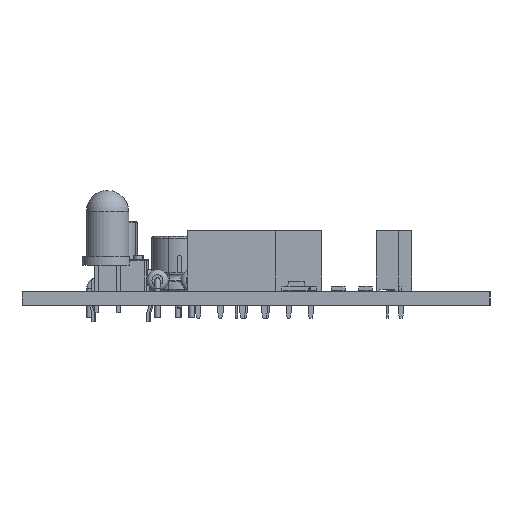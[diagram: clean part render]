
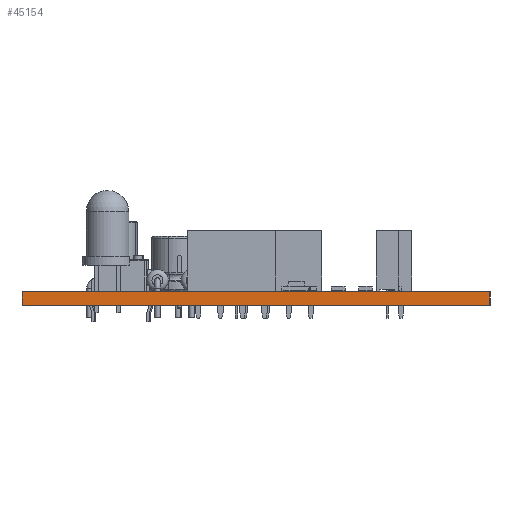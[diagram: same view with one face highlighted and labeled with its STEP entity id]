
A CAD part, left-side view. The second image highlights one B-rep face of the part: STEP entity #45154.
In plain terms, the highlighted planar face has unit normal (-1, 0, 0).
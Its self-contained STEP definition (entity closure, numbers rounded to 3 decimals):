
#35804 = PLANE('',#35805);
#35805 = AXIS2_PLACEMENT_3D('',#35806,#35807,#35808);
#35806 = CARTESIAN_POINT('',(153.187,-112.991,1.6));
#35807 = DIRECTION('',(-0.,-0.,-1.));
#35808 = DIRECTION('',(-1.,0.,0.));
#35858 = PLANE('',#35859);
#35859 = AXIS2_PLACEMENT_3D('',#35860,#35861,#35862);
#35860 = CARTESIAN_POINT('',(153.187,-112.991,0.));
#35861 = DIRECTION('',(-0.,-0.,-1.));
#35862 = DIRECTION('',(-1.,0.,0.));
#35891 = PLANE('',#35892);
#35892 = AXIS2_PLACEMENT_3D('',#35893,#35894,#35895);
#35893 = CARTESIAN_POINT('',(102.9,-85.95,0.));
#35894 = DIRECTION('',(0.,1.,0.));
#35895 = DIRECTION('',(1.,0.,0.));
#36107 = VERTEX_POINT('',#36108);
#36108 = CARTESIAN_POINT('',(102.9,-139.75,0.));
#36122 = PLANE('',#36123);
#36123 = AXIS2_PLACEMENT_3D('',#36124,#36125,#36126);
#36124 = CARTESIAN_POINT('',(202.5,-139.8,0.));
#36125 = DIRECTION('',(-0.001,-1.,0.));
#36126 = DIRECTION('',(-1.,0.001,0.));
#36134 = EDGE_CURVE('',#36107,#36135,#36137,.T.);
#36135 = VERTEX_POINT('',#36136);
#36136 = CARTESIAN_POINT('',(102.9,-85.95,0.));
#36137 = SURFACE_CURVE('',#36138,(#36142,#36149),.PCURVE_S1.);
#36138 = LINE('',#36139,#36140);
#36139 = CARTESIAN_POINT('',(102.9,-139.75,0.));
#36140 = VECTOR('',#36141,1.);
#36141 = DIRECTION('',(0.,1.,0.));
#36142 = PCURVE('',#35858,#36143);
#36143 = DEFINITIONAL_REPRESENTATION('',(#36144),#36148);
#36144 = LINE('',#36145,#36146);
#36145 = CARTESIAN_POINT('',(50.287,-26.759));
#36146 = VECTOR('',#36147,1.);
#36147 = DIRECTION('',(0.,1.));
#36148 = ( GEOMETRIC_REPRESENTATION_CONTEXT(2) 
PARAMETRIC_REPRESENTATION_CONTEXT() REPRESENTATION_CONTEXT('2D SPACE',''
  ) );
#36149 = PCURVE('',#36150,#36155);
#36150 = PLANE('',#36151);
#36151 = AXIS2_PLACEMENT_3D('',#36152,#36153,#36154);
#36152 = CARTESIAN_POINT('',(102.9,-139.75,0.));
#36153 = DIRECTION('',(-1.,0.,0.));
#36154 = DIRECTION('',(0.,1.,0.));
#36155 = DEFINITIONAL_REPRESENTATION('',(#36156),#36160);
#36156 = LINE('',#36157,#36158);
#36157 = CARTESIAN_POINT('',(0.,0.));
#36158 = VECTOR('',#36159,1.);
#36159 = DIRECTION('',(1.,0.));
#36160 = ( GEOMETRIC_REPRESENTATION_CONTEXT(2) 
PARAMETRIC_REPRESENTATION_CONTEXT() REPRESENTATION_CONTEXT('2D SPACE',''
  ) );
#40984 = VERTEX_POINT('',#40985);
#40985 = CARTESIAN_POINT('',(102.9,-139.75,1.6));
#41006 = EDGE_CURVE('',#40984,#41007,#41009,.T.);
#41007 = VERTEX_POINT('',#41008);
#41008 = CARTESIAN_POINT('',(102.9,-85.95,1.6));
#41009 = SURFACE_CURVE('',#41010,(#41014,#41021),.PCURVE_S1.);
#41010 = LINE('',#41011,#41012);
#41011 = CARTESIAN_POINT('',(102.9,-139.75,1.6));
#41012 = VECTOR('',#41013,1.);
#41013 = DIRECTION('',(0.,1.,0.));
#41014 = PCURVE('',#35804,#41015);
#41015 = DEFINITIONAL_REPRESENTATION('',(#41016),#41020);
#41016 = LINE('',#41017,#41018);
#41017 = CARTESIAN_POINT('',(50.287,-26.759));
#41018 = VECTOR('',#41019,1.);
#41019 = DIRECTION('',(0.,1.));
#41020 = ( GEOMETRIC_REPRESENTATION_CONTEXT(2) 
PARAMETRIC_REPRESENTATION_CONTEXT() REPRESENTATION_CONTEXT('2D SPACE',''
  ) );
#41021 = PCURVE('',#36150,#41022);
#41022 = DEFINITIONAL_REPRESENTATION('',(#41023),#41027);
#41023 = LINE('',#41024,#41025);
#41024 = CARTESIAN_POINT('',(0.,-1.6));
#41025 = VECTOR('',#41026,1.);
#41026 = DIRECTION('',(1.,0.));
#41027 = ( GEOMETRIC_REPRESENTATION_CONTEXT(2) 
PARAMETRIC_REPRESENTATION_CONTEXT() REPRESENTATION_CONTEXT('2D SPACE',''
  ) );
#45104 = EDGE_CURVE('',#36135,#41007,#45105,.T.);
#45105 = SURFACE_CURVE('',#45106,(#45110,#45117),.PCURVE_S1.);
#45106 = LINE('',#45107,#45108);
#45107 = CARTESIAN_POINT('',(102.9,-85.95,0.));
#45108 = VECTOR('',#45109,1.);
#45109 = DIRECTION('',(0.,0.,1.));
#45110 = PCURVE('',#35891,#45111);
#45111 = DEFINITIONAL_REPRESENTATION('',(#45112),#45116);
#45112 = LINE('',#45113,#45114);
#45113 = CARTESIAN_POINT('',(0.,0.));
#45114 = VECTOR('',#45115,1.);
#45115 = DIRECTION('',(0.,-1.));
#45116 = ( GEOMETRIC_REPRESENTATION_CONTEXT(2) 
PARAMETRIC_REPRESENTATION_CONTEXT() REPRESENTATION_CONTEXT('2D SPACE',''
  ) );
#45117 = PCURVE('',#36150,#45118);
#45118 = DEFINITIONAL_REPRESENTATION('',(#45119),#45123);
#45119 = LINE('',#45120,#45121);
#45120 = CARTESIAN_POINT('',(53.8,0.));
#45121 = VECTOR('',#45122,1.);
#45122 = DIRECTION('',(0.,-1.));
#45123 = ( GEOMETRIC_REPRESENTATION_CONTEXT(2) 
PARAMETRIC_REPRESENTATION_CONTEXT() REPRESENTATION_CONTEXT('2D SPACE',''
  ) );
#45154 = ADVANCED_FACE('',(#45155),#36150,.T.);
#45155 = FACE_BOUND('',#45156,.T.);
#45156 = EDGE_LOOP('',(#45157,#45178,#45179,#45180));
#45157 = ORIENTED_EDGE('',*,*,#45158,.T.);
#45158 = EDGE_CURVE('',#36107,#40984,#45159,.T.);
#45159 = SURFACE_CURVE('',#45160,(#45164,#45171),.PCURVE_S1.);
#45160 = LINE('',#45161,#45162);
#45161 = CARTESIAN_POINT('',(102.9,-139.75,0.));
#45162 = VECTOR('',#45163,1.);
#45163 = DIRECTION('',(0.,0.,1.));
#45164 = PCURVE('',#36150,#45165);
#45165 = DEFINITIONAL_REPRESENTATION('',(#45166),#45170);
#45166 = LINE('',#45167,#45168);
#45167 = CARTESIAN_POINT('',(0.,0.));
#45168 = VECTOR('',#45169,1.);
#45169 = DIRECTION('',(0.,-1.));
#45170 = ( GEOMETRIC_REPRESENTATION_CONTEXT(2) 
PARAMETRIC_REPRESENTATION_CONTEXT() REPRESENTATION_CONTEXT('2D SPACE',''
  ) );
#45171 = PCURVE('',#36122,#45172);
#45172 = DEFINITIONAL_REPRESENTATION('',(#45173),#45177);
#45173 = LINE('',#45174,#45175);
#45174 = CARTESIAN_POINT('',(99.6,0.));
#45175 = VECTOR('',#45176,1.);
#45176 = DIRECTION('',(0.,-1.));
#45177 = ( GEOMETRIC_REPRESENTATION_CONTEXT(2) 
PARAMETRIC_REPRESENTATION_CONTEXT() REPRESENTATION_CONTEXT('2D SPACE',''
  ) );
#45178 = ORIENTED_EDGE('',*,*,#41006,.T.);
#45179 = ORIENTED_EDGE('',*,*,#45104,.F.);
#45180 = ORIENTED_EDGE('',*,*,#36134,.F.);
